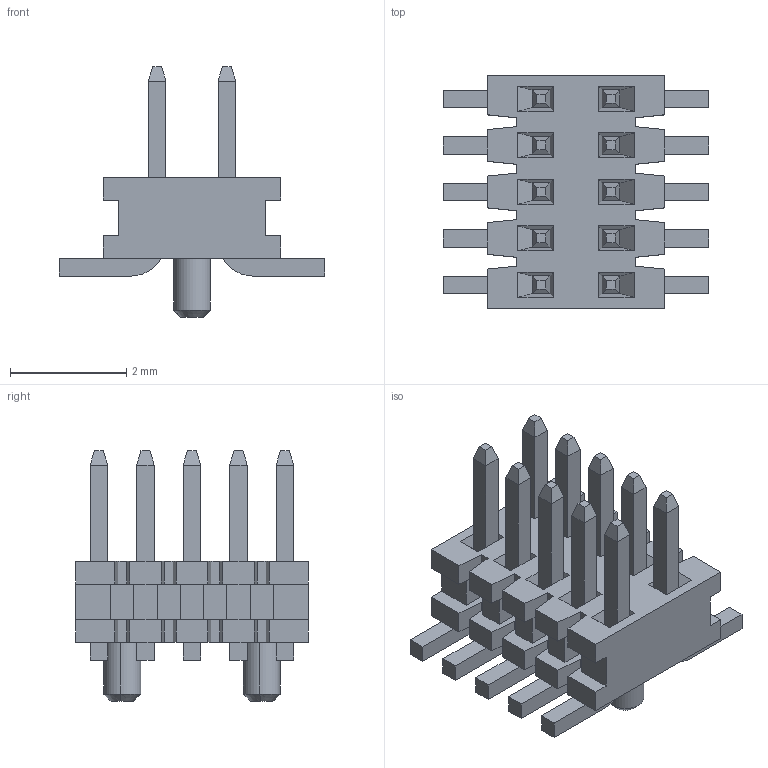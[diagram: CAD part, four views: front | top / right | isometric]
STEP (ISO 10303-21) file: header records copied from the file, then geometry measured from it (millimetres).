
FILE_DESCRIPTION((''),'2;1');
FILE_NAME('FTE-105-01-X-DV-A_ASM','2009-06-21T',('dburnier'),(''),'PRO/ENGINEER BY PARAMETRIC TECHNOLOGY CORPORATION, 2008410','PRO/ENGINEER BY PARAMETRIC TECHNOLOGY CORPORATION, 2008410','');
FILE_SCHEMA(('AUTOMOTIVE_DESIGN_CC2 { 1 2 10303 214 -1 1 5 2 }'));
Length unit declared in the file: inch
Products named in the file (4): C3DFTE-XX-D; C3DT-1S29-X; SM-AX-H_SM-A11-H; FTE-105-01-X-DV-A_ASM
Assembly tree (13 placements, depth 2):
  FTE-105-01-X-DV-A_ASM
    C3DFTE-XX-D
    C3DT-1S29-X  x10
    SM-AX-H_SM-A11-H  x2
Bounding box: 4.57 x 4 x 4.32 mm (x, y, z)
Volume: 17.8 mm3; surface area: 144.3 mm2
Topology: 13 solids, 13 shells, 422 faces, 1024 edges, 636 vertices
Faces by surface type: plane 362, cylinder 40, cone 12, torus 8
Entity records: 12265 total; most frequent: CARTESIAN_POINT 1441, ORIENTED_EDGE 1412, DIRECTION 1354, PRESENTATION_STYLE_ASSIGNMENT 925, EDGE_CURVE 706, STYLED_ITEM 675, VECTOR 652, LINE 652
